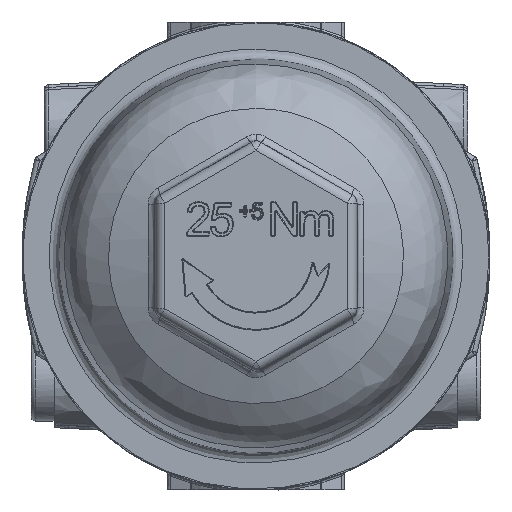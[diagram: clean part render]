
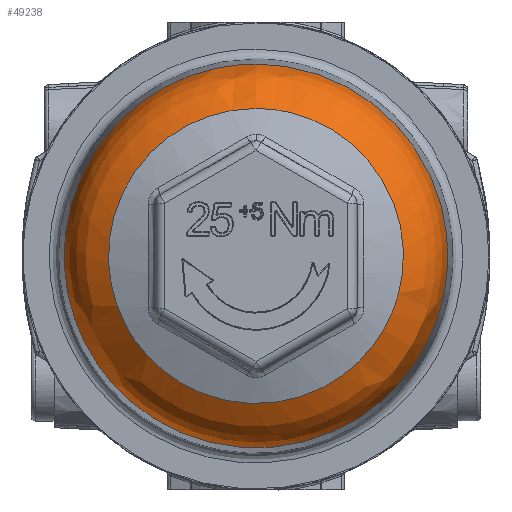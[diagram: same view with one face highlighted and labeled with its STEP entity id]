
A CAD part, front view. The second image highlights one B-rep face of the part: STEP entity #49238.
In plain terms, the highlighted free-form (B-spline) face has degree [2, 2] with [7, 3] control points.
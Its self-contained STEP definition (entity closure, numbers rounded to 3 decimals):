
#49136=CARTESIAN_POINT('V1723',(0.0,-165.262,
   29.946));
#49137=VERTEX_POINT('V1723',#49136);
#49151=CARTESIAN_POINT('E3083',(0.0,-165.262,
   29.946));
#49152=CARTESIAN_POINT('E3083',(-51.867,
   -165.262,29.946));
#49153=CARTESIAN_POINT('E3083',(-25.934,
   -165.262,-14.973));
#49154=CARTESIAN_POINT('E3083',(0.,-165.262,
   -59.891));
#49155=CARTESIAN_POINT('E3083',(25.934,
   -165.262,-14.973));
#49156=CARTESIAN_POINT('E3083',(51.867,
   -165.262,29.946));
#49157=CARTESIAN_POINT('E3083',(0.0,-165.262,
   29.946));
#49165=(BOUNDED_CURVE()B_SPLINE_CURVE(2,(#49151,#49152,#49153,
   #49154,#49155,#49156,#49157),.CIRCULAR_ARC.,.T.,.U.)
   B_SPLINE_CURVE_WITH_KNOTS((3,2,2,3),(0.0,6.488,
   12.976,19.465),.UNSPECIFIED.)CURVE()
   GEOMETRIC_REPRESENTATION_ITEM()RATIONAL_B_SPLINE_CURVE((1.0,
   0.5,1.0,0.5,1.0,0.5,1.0)
   )REPRESENTATION_ITEM('E3083'));
#49166=EDGE_CURVE('E3083',#49137,#49137,#49165,.T.);
#49173=CARTESIAN_POINT('F1285',(0.0,-165.262,
   29.946));
#49174=CARTESIAN_POINT('F1285',(51.867,
   -165.262,29.946));
#49175=CARTESIAN_POINT('F1285',(25.934,
   -165.262,-14.973));
#49176=CARTESIAN_POINT('F1285',(0.,-165.262,
   -59.891));
#49177=CARTESIAN_POINT('F1285',(-25.934,
   -165.262,-14.973));
#49178=CARTESIAN_POINT('F1285',(-51.867,
   -165.262,29.946));
#49179=CARTESIAN_POINT('F1285',(0.0,-165.262,
   29.946));
#49180=CARTESIAN_POINT('F1285',(0.0,-161.375,
   38.871));
#49181=CARTESIAN_POINT('F1285',(67.326,
   -161.375,38.871));
#49182=CARTESIAN_POINT('F1285',(33.663,
   -161.375,-19.435));
#49183=CARTESIAN_POINT('F1285',(0.,-161.375,
   -77.742));
#49184=CARTESIAN_POINT('F1285',(-33.663,
   -161.375,-19.435));
#49185=CARTESIAN_POINT('F1285',(-67.326,
   -161.375,38.871));
#49186=CARTESIAN_POINT('F1285',(0.0,-161.375,
   38.871));
#49187=CARTESIAN_POINT('F1285',(0.0,-151.641,
   38.956));
#49188=CARTESIAN_POINT('F1285',(67.474,
   -151.641,38.956));
#49189=CARTESIAN_POINT('F1285',(33.737,
   -151.641,-19.478));
#49190=CARTESIAN_POINT('F1285',(0.,-151.641,
   -77.912));
#49191=CARTESIAN_POINT('F1285',(-33.737,
   -151.641,-19.478));
#49192=CARTESIAN_POINT('F1285',(-67.474,
   -151.641,38.956));
#49193=CARTESIAN_POINT('F1285',(0.0,-151.641,
   38.956));
#49201=(BOUNDED_SURFACE()B_SPLINE_SURFACE(2,2,((#49173,#49180,
   #49187),(#49174,#49181,#49188),(#49175,#49182,#49189),(
   #49176,#49183,#49190),(#49177,#49184,#49191),(#49178,#49185,
   #49192),(#49179,#49186,#49193)),.TOROIDAL_SURF.,.T.,.F.,.U.)
   B_SPLINE_SURFACE_WITH_KNOTS((3,2,2,3),(3,3),(0.0,
   6.488,12.976,19.465),(0.0,
   1.0),.UNSPECIFIED.)GEOMETRIC_REPRESENTATION_ITEM()
   RATIONAL_B_SPLINE_SURFACE(((1.0,0.839,1.0),(
   0.5,0.419,0.5),(1.0,
   0.839,1.0),(0.5,0.419,
   0.5),(1.0,0.839,1.0),(
   0.5,0.419,0.5),(1.0,
   0.839,1.0)))REPRESENTATION_ITEM('F1285')SURFACE());
#49202=CARTESIAN_POINT('V1722',(0.0,-151.641,
   38.956));
#49203=VERTEX_POINT('V1722',#49202);
#49204=CARTESIAN_POINT('E3082',(0.0,-151.641,
   38.956));
#49205=CARTESIAN_POINT('E3082',(0.0,-161.375,
   38.871));
#49206=CARTESIAN_POINT('E3082',(0.0,-165.262,
   29.946));
#49214=(BOUNDED_CURVE()B_SPLINE_CURVE(2,(#49204,#49205,#49206),
   .CIRCULAR_ARC.,.F.,.U.)CURVE()GEOMETRIC_REPRESENTATION_ITEM()
   QUASI_UNIFORM_CURVE()RATIONAL_B_SPLINE_CURVE((1.0,
   0.839,1.0))REPRESENTATION_ITEM('E3082'));
#49215=EDGE_CURVE('E3082',#49203,#49137,#49214,.T.);
#49216=ORIENTED_EDGE('E3082',*,*,#49215,.T.);
#49217=ORIENTED_EDGE('E3083',*,*,#49166,.F.);
#49218=ORIENTED_EDGE('E3082',*,*,#49215,.F.);
#49219=CARTESIAN_POINT('E3084',(0.0,-151.641,
   38.956));
#49220=CARTESIAN_POINT('E3084',(67.474,
   -151.641,38.956));
#49221=CARTESIAN_POINT('E3084',(33.737,
   -151.641,-19.478));
#49222=CARTESIAN_POINT('E3084',(0.,-151.641,
   -77.912));
#49223=CARTESIAN_POINT('E3084',(-33.737,
   -151.641,-19.478));
#49224=CARTESIAN_POINT('E3084',(-67.474,
   -151.641,38.956));
#49225=CARTESIAN_POINT('E3084',(0.0,-151.641,
   38.956));
#49233=(BOUNDED_CURVE()B_SPLINE_CURVE(2,(#49219,#49220,#49221,
   #49222,#49223,#49224,#49225),.CIRCULAR_ARC.,.T.,.U.)
   B_SPLINE_CURVE_WITH_KNOTS((3,2,2,3),(0.0,1.162,
   2.324,3.486),.UNSPECIFIED.)CURVE()
   GEOMETRIC_REPRESENTATION_ITEM()RATIONAL_B_SPLINE_CURVE((1.0,
   0.5,1.0,0.5,1.0,0.5,1.0)
   )REPRESENTATION_ITEM('E3084'));
#49234=EDGE_CURVE('E3084',#49203,#49203,#49233,.T.);
#49235=ORIENTED_EDGE('E3084',*,*,#49234,.F.);
#49236=EDGE_LOOP('F1285',(#49216,#49217,#49218,#49235));
#49237=FACE_OUTER_BOUND('F1285',#49236,.T.);
#49238=ADVANCED_FACE('F1285',(#49237),#49201,.T.);
